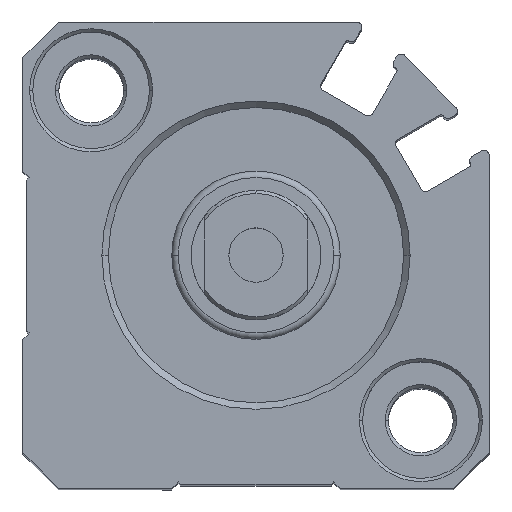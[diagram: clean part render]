
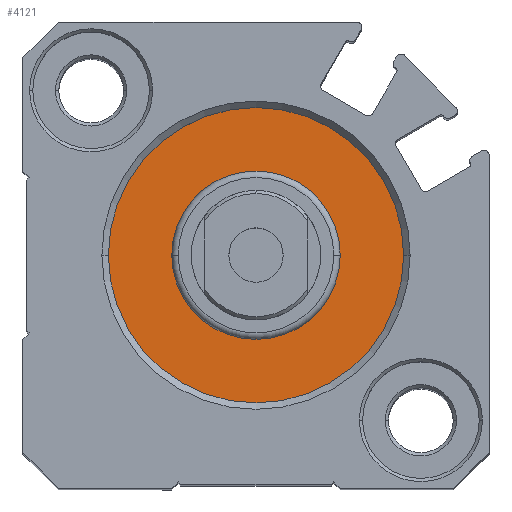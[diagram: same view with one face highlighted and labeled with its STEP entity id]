
A CAD part, top view. The second image highlights one B-rep face of the part: STEP entity #4121.
In plain terms, the highlighted planar face has unit normal (0, 0, 1).
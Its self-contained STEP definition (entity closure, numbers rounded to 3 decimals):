
#159 = DIRECTION ( 'NONE',  ( 1., 0., 0. ) ) ;
#209 = DIRECTION ( 'NONE',  ( 0., 0., 1. ) ) ;
#252 = CARTESIAN_POINT ( 'NONE',  ( 0., 0., 33.65 ) ) ;
#423 = PLANE ( 'NONE',  #3398 ) ;
#585 = DIRECTION ( 'NONE',  ( 1., 0., 0. ) ) ;
#764 = DIRECTION ( 'NONE',  ( 0., 0., 1. ) ) ;
#801 = CARTESIAN_POINT ( 'NONE',  ( 6.5, 0., 33.65 ) ) ;
#888 = AXIS2_PLACEMENT_3D ( 'NONE', #2229, #209, #2585 ) ;
#923 = EDGE_LOOP ( 'NONE', ( #1658, #3868 ) ) ;
#945 = AXIS2_PLACEMENT_3D ( 'NONE', #3630, #1562, #3972 ) ;
#1562 = DIRECTION ( 'NONE',  ( 0., 0., 1. ) ) ;
#1567 = CARTESIAN_POINT ( 'NONE',  ( -6.5, 0., 33.65 ) ) ;
#1586 = CIRCLE ( 'NONE', #2980, 11.4 ) ;
#1609 = VERTEX_POINT ( 'NONE', #3966 ) ;
#1658 = ORIENTED_EDGE ( 'NONE', *, *, #2705, .T. ) ;
#1920 = EDGE_LOOP ( 'NONE', ( #2561, #2421 ) ) ;
#2065 = EDGE_CURVE ( 'NONE', #3508, #4157, #3765, .T. ) ;
#2132 = EDGE_CURVE ( 'NONE', #3667, #1609, #3563, .T. ) ;
#2184 = DIRECTION ( 'NONE',  ( 0., 0., 1. ) ) ;
#2229 = CARTESIAN_POINT ( 'NONE',  ( 0., 0., 33.65 ) ) ;
#2421 = ORIENTED_EDGE ( 'NONE', *, *, #3952, .F. ) ;
#2561 = ORIENTED_EDGE ( 'NONE', *, *, #2065, .F. ) ;
#2585 = DIRECTION ( 'NONE',  ( 1., 0., 0. ) ) ;
#2625 = DIRECTION ( 'NONE',  ( 0., 0., 1. ) ) ;
#2705 = EDGE_CURVE ( 'NONE', #1609, #3667, #1586, .T. ) ;
#2980 = AXIS2_PLACEMENT_3D ( 'NONE', #252, #2625, #585 ) ;
#3156 = DIRECTION ( 'NONE',  ( 1., 0., 0. ) ) ;
#3395 = FACE_OUTER_BOUND ( 'NONE', #923, .T. ) ;
#3398 = AXIS2_PLACEMENT_3D ( 'NONE', #3843, #764, #3156 ) ;
#3508 = VERTEX_POINT ( 'NONE', #1567 ) ;
#3559 = AXIS2_PLACEMENT_3D ( 'NONE', #4258, #2184, #159 ) ;
#3563 = CIRCLE ( 'NONE', #945, 11.4 ) ;
#3630 = CARTESIAN_POINT ( 'NONE',  ( 0., 0., 33.65 ) ) ;
#3667 = VERTEX_POINT ( 'NONE', #4348 ) ;
#3765 = CIRCLE ( 'NONE', #3559, 6.5 ) ;
#3843 = CARTESIAN_POINT ( 'NONE',  ( 0., 0., 33.65 ) ) ;
#3868 = ORIENTED_EDGE ( 'NONE', *, *, #2132, .T. ) ;
#3952 = EDGE_CURVE ( 'NONE', #4157, #3508, #4052, .T. ) ;
#3966 = CARTESIAN_POINT ( 'NONE',  ( 11.4, 0., 33.65 ) ) ;
#3972 = DIRECTION ( 'NONE',  ( 1., 0., 0. ) ) ;
#4052 = CIRCLE ( 'NONE', #888, 6.5 ) ;
#4121 = ADVANCED_FACE ( 'NONE', ( #4405, #3395 ), #423, .T. ) ;
#4157 = VERTEX_POINT ( 'NONE', #801 ) ;
#4258 = CARTESIAN_POINT ( 'NONE',  ( 0., 0., 33.65 ) ) ;
#4348 = CARTESIAN_POINT ( 'NONE',  ( -11.4, 0., 33.65 ) ) ;
#4405 = FACE_BOUND ( 'NONE', #1920, .T. ) ;
